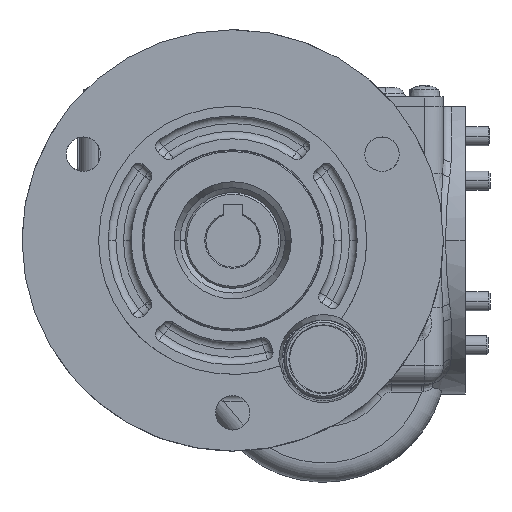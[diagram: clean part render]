
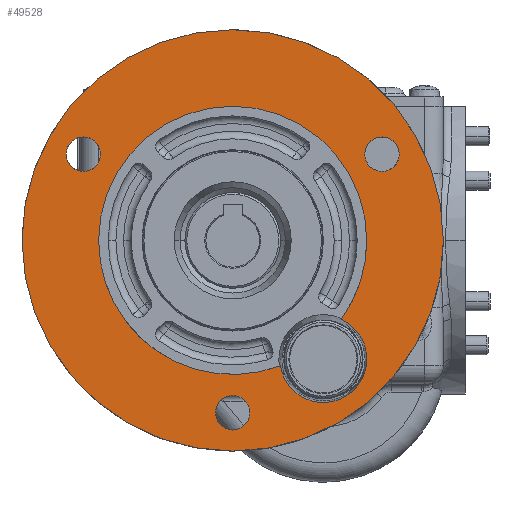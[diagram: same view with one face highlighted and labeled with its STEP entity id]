
A CAD part, top view. The second image highlights one B-rep face of the part: STEP entity #49528.
In plain terms, the highlighted planar face has unit normal (0, 0, 1).
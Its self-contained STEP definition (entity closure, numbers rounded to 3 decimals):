
#320 = VERTEX_POINT ( 'NONE', #53201 ) ;
#931 = VERTEX_POINT ( 'NONE', #17397 ) ;
#1101 = CARTESIAN_POINT ( 'NONE',  ( 34.471, 22.5, 75. ) ) ;
#1205 = CARTESIAN_POINT ( 'NONE',  ( 38.971, 22.5, 75. ) ) ;
#1230 = CIRCLE ( 'NONE', #46493, 35. ) ;
#1699 = DIRECTION ( 'NONE',  ( 0., 0., 1. ) ) ;
#5777 = ORIENTED_EDGE ( 'NONE', *, *, #40854, .F. ) ;
#5874 = DIRECTION ( 'NONE',  ( 1., 0., 0. ) ) ;
#5945 = AXIS2_PLACEMENT_3D ( 'NONE', #54821, #26894, #59501 ) ;
#6071 = CARTESIAN_POINT ( 'NONE',  ( 0., 0., 75. ) ) ;
#6148 = CIRCLE ( 'NONE', #26399, 11.346 ) ;
#6192 = VERTEX_POINT ( 'NONE', #48430 ) ;
#7432 = EDGE_CURVE ( 'NONE', #57427, #320, #6148, .T. ) ;
#8453 = DIRECTION ( 'NONE',  ( 0., 0., 1. ) ) ;
#8772 = AXIS2_PLACEMENT_3D ( 'NONE', #53919, #25978, #58593 ) ;
#9355 = ORIENTED_EDGE ( 'NONE', *, *, #46803, .F. ) ;
#9454 = AXIS2_PLACEMENT_3D ( 'NONE', #15362, #48007, #20023 ) ;
#9590 = AXIS2_PLACEMENT_3D ( 'NONE', #20209, #52887, #24906 ) ;
#9692 = ORIENTED_EDGE ( 'NONE', *, *, #53297, .T. ) ;
#9957 = CARTESIAN_POINT ( 'NONE',  ( -55., 0., 75. ) ) ;
#10413 = FACE_BOUND ( 'NONE', #17460, .T. ) ;
#10745 = AXIS2_PLACEMENT_3D ( 'NONE', #29625, #1699, #34321 ) ;
#10782 = DIRECTION ( 'NONE',  ( 1., 0., 0. ) ) ;
#11062 = ORIENTED_EDGE ( 'NONE', *, *, #28112, .F. ) ;
#11341 = EDGE_CURVE ( 'NONE', #320, #24564, #49785, .T. ) ;
#11419 = VERTEX_POINT ( 'NONE', #29799 ) ;
#11491 = CARTESIAN_POINT ( 'NONE',  ( 55., 0., 75. ) ) ;
#12155 = EDGE_CURVE ( 'NONE', #11419, #43240, #21919, .T. ) ;
#14219 = CIRCLE ( 'NONE', #8772, 4.5 ) ;
#15362 = CARTESIAN_POINT ( 'NONE',  ( 0., 0., 75. ) ) ;
#15910 = EDGE_CURVE ( 'NONE', #931, #24915, #51797, .T. ) ;
#16423 = CIRCLE ( 'NONE', #9590, 4.5 ) ;
#16538 = AXIS2_PLACEMENT_3D ( 'NONE', #18224, #50904, #22905 ) ;
#16631 = DIRECTION ( 'NONE',  ( 0., 0., 1. ) ) ;
#16724 = DIRECTION ( 'NONE',  ( 0., 0., 1. ) ) ;
#17397 = CARTESIAN_POINT ( 'NONE',  ( 4.5, -45., 75. ) ) ;
#17460 = EDGE_LOOP ( 'NONE', ( #38251, #38869 ) ) ;
#18005 = VERTEX_POINT ( 'NONE', #58837 ) ;
#18224 = CARTESIAN_POINT ( 'NONE',  ( 0., 0., 75. ) ) ;
#19438 = CARTESIAN_POINT ( 'NONE',  ( -35., 0., 75. ) ) ;
#20023 = DIRECTION ( 'NONE',  ( 1., 0., 0. ) ) ;
#20099 = DIRECTION ( 'NONE',  ( 0., 0., 1. ) ) ;
#20209 = CARTESIAN_POINT ( 'NONE',  ( 38.971, 22.5, 75. ) ) ;
#20294 = DIRECTION ( 'NONE',  ( 0., 0., 1. ) ) ;
#20614 = AXIS2_PLACEMENT_3D ( 'NONE', #54788, #26871, #59472 ) ;
#21087 = EDGE_CURVE ( 'NONE', #51901, #6192, #16423, .T. ) ;
#21919 = CIRCLE ( 'NONE', #5945, 4.5 ) ;
#22447 = ORIENTED_EDGE ( 'NONE', *, *, #7432, .F. ) ;
#22772 = FACE_BOUND ( 'NONE', #33425, .T. ) ;
#22905 = DIRECTION ( 'NONE',  ( 1., 0., 0. ) ) ;
#24564 = VERTEX_POINT ( 'NONE', #42541 ) ;
#24732 = EDGE_LOOP ( 'NONE', ( #9355, #36010 ) ) ;
#24906 = DIRECTION ( 'NONE',  ( 1., 0., 0. ) ) ;
#24915 = VERTEX_POINT ( 'NONE', #45940 ) ;
#25964 = EDGE_CURVE ( 'NONE', #42369, #55114, #42357, .T. ) ;
#25978 = DIRECTION ( 'NONE',  ( 0., 0., 1. ) ) ;
#26399 = AXIS2_PLACEMENT_3D ( 'NONE', #48282, #20294, #52972 ) ;
#26871 = DIRECTION ( 'NONE',  ( 0., 0., 1. ) ) ;
#26894 = DIRECTION ( 'NONE',  ( 0., 0., 1. ) ) ;
#28112 = EDGE_CURVE ( 'NONE', #24564, #39798, #40251, .T. ) ;
#29625 = CARTESIAN_POINT ( 'NONE',  ( 0., 0., 75. ) ) ;
#29765 = AXIS2_PLACEMENT_3D ( 'NONE', #48085, #20099, #52772 ) ;
#29799 = CARTESIAN_POINT ( 'NONE',  ( -43.471, 22.5, 75. ) ) ;
#33098 = AXIS2_PLACEMENT_3D ( 'NONE', #1205, #33837, #5874 ) ;
#33425 = EDGE_LOOP ( 'NONE', ( #57584, #22447, #35494, #56541, #11062 ) ) ;
#33837 = DIRECTION ( 'NONE',  ( 0., 0., 1. ) ) ;
#34321 = DIRECTION ( 'NONE',  ( 1., 0., 0. ) ) ;
#34663 = CIRCLE ( 'NONE', #16538, 55. ) ;
#35494 = ORIENTED_EDGE ( 'NONE', *, *, #43726, .F. ) ;
#36010 = ORIENTED_EDGE ( 'NONE', *, *, #12155, .F. ) ;
#36311 = CARTESIAN_POINT ( 'NONE',  ( 35.01, -31., 75. ) ) ;
#36393 = CARTESIAN_POINT ( 'NONE',  ( 23.664, -31., 75. ) ) ;
#36673 = FACE_BOUND ( 'NONE', #24732, .T. ) ;
#38251 = ORIENTED_EDGE ( 'NONE', *, *, #15910, .F. ) ;
#38733 = AXIS2_PLACEMENT_3D ( 'NONE', #36393, #8453, #41082 ) ;
#38747 = DIRECTION ( 'NONE',  ( 0., 0., 1. ) ) ;
#38846 = CIRCLE ( 'NONE', #38733, 11.346 ) ;
#38869 = ORIENTED_EDGE ( 'NONE', *, *, #42209, .F. ) ;
#39798 = VERTEX_POINT ( 'NONE', #19438 ) ;
#40251 = CIRCLE ( 'NONE', #10745, 35. ) ;
#40568 = CIRCLE ( 'NONE', #53104, 4.5 ) ;
#40854 = EDGE_CURVE ( 'NONE', #6192, #51901, #51863, .T. ) ;
#41082 = DIRECTION ( 'NONE',  ( 1., 0., 0. ) ) ;
#41513 = ORIENTED_EDGE ( 'NONE', *, *, #21087, .F. ) ;
#41570 = EDGE_LOOP ( 'NONE', ( #5777, #41513 ) ) ;
#42209 = EDGE_CURVE ( 'NONE', #24915, #931, #40568, .T. ) ;
#42357 = CIRCLE ( 'NONE', #29765, 55. ) ;
#42369 = VERTEX_POINT ( 'NONE', #9957 ) ;
#42541 = CARTESIAN_POINT ( 'NONE',  ( 35., 0., 75. ) ) ;
#43240 = VERTEX_POINT ( 'NONE', #49183 ) ;
#43726 = EDGE_CURVE ( 'NONE', #18005, #57427, #38846, .T. ) ;
#43727 = AXIS2_PLACEMENT_3D ( 'NONE', #44599, #16631, #49293 ) ;
#44599 = CARTESIAN_POINT ( 'NONE',  ( 0., 0., 75. ) ) ;
#44690 = CARTESIAN_POINT ( 'NONE',  ( 0., -45., 75. ) ) ;
#45940 = CARTESIAN_POINT ( 'NONE',  ( -4.5, -45., 75. ) ) ;
#46493 = AXIS2_PLACEMENT_3D ( 'NONE', #6071, #38747, #10782 ) ;
#46803 = EDGE_CURVE ( 'NONE', #43240, #11419, #14219, .T. ) ;
#47669 = FACE_BOUND ( 'NONE', #41570, .T. ) ;
#48007 = DIRECTION ( 'NONE',  ( 0., 0., 1. ) ) ;
#48085 = CARTESIAN_POINT ( 'NONE',  ( 0., 0., 75. ) ) ;
#48244 = EDGE_LOOP ( 'NONE', ( #59876, #9692 ) ) ;
#48282 = CARTESIAN_POINT ( 'NONE',  ( 23.664, -31., 75. ) ) ;
#48430 = CARTESIAN_POINT ( 'NONE',  ( 43.471, 22.5, 75. ) ) ;
#49183 = CARTESIAN_POINT ( 'NONE',  ( -34.471, 22.5, 75. ) ) ;
#49293 = DIRECTION ( 'NONE',  ( 1., 0., 0. ) ) ;
#49373 = DIRECTION ( 'NONE',  ( 1., 0., 0. ) ) ;
#49528 = ADVANCED_FACE ( 'NONE', ( #10413, #47669, #36673, #22772, #58530 ), #53764, .T. ) ;
#49785 = CIRCLE ( 'NONE', #9454, 35. ) ;
#50904 = DIRECTION ( 'NONE',  ( 0., 0., 1. ) ) ;
#51797 = CIRCLE ( 'NONE', #20614, 4.5 ) ;
#51863 = CIRCLE ( 'NONE', #33098, 4.5 ) ;
#51901 = VERTEX_POINT ( 'NONE', #1101 ) ;
#52772 = DIRECTION ( 'NONE',  ( 1., 0., 0. ) ) ;
#52887 = DIRECTION ( 'NONE',  ( 0., 0., 1. ) ) ;
#52972 = DIRECTION ( 'NONE',  ( 1., 0., 0. ) ) ;
#53104 = AXIS2_PLACEMENT_3D ( 'NONE', #44690, #16724, #49373 ) ;
#53201 = CARTESIAN_POINT ( 'NONE',  ( 28.272, -20.632, 75. ) ) ;
#53297 = EDGE_CURVE ( 'NONE', #55114, #42369, #34663, .T. ) ;
#53764 = PLANE ( 'NONE',  #43727 ) ;
#53919 = CARTESIAN_POINT ( 'NONE',  ( -38.971, 22.5, 75. ) ) ;
#54788 = CARTESIAN_POINT ( 'NONE',  ( 0., -45., 75. ) ) ;
#54821 = CARTESIAN_POINT ( 'NONE',  ( -38.971, 22.5, 75. ) ) ;
#55114 = VERTEX_POINT ( 'NONE', #11491 ) ;
#56541 = ORIENTED_EDGE ( 'NONE', *, *, #57752, .F. ) ;
#57427 = VERTEX_POINT ( 'NONE', #36311 ) ;
#57584 = ORIENTED_EDGE ( 'NONE', *, *, #11341, .F. ) ;
#57752 = EDGE_CURVE ( 'NONE', #39798, #18005, #1230, .T. ) ;
#58530 = FACE_OUTER_BOUND ( 'NONE', #48244, .T. ) ;
#58593 = DIRECTION ( 'NONE',  ( 1., 0., 0. ) ) ;
#58837 = CARTESIAN_POINT ( 'NONE',  ( 12.448, -32.711, 75. ) ) ;
#59472 = DIRECTION ( 'NONE',  ( 1., 0., 0. ) ) ;
#59501 = DIRECTION ( 'NONE',  ( 1., 0., 0. ) ) ;
#59876 = ORIENTED_EDGE ( 'NONE', *, *, #25964, .T. ) ;
